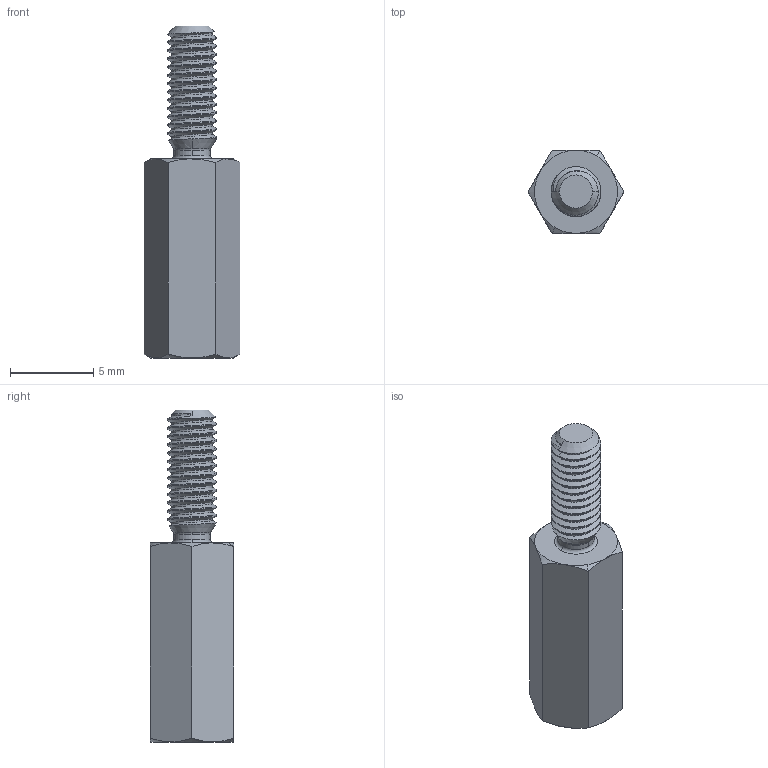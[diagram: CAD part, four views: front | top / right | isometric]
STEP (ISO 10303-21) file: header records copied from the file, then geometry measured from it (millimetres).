
FILE_DESCRIPTION (( 'STEP AP214' ), '1' );
FILE_NAME ('brass_M3_12mm_threaded.STEP', '2022-01-04T09:59:27', ( '' ), ( '' ), 'SwSTEP 2.0', 'SolidWorks 2021', '' );
FILE_SCHEMA (( 'AUTOMOTIVE_DESIGN' ));
Length unit declared in the file: millimetre
Products named in the file (1): brass_M3_12mm_threaded
Bounding box: 5.77 x 5 x 20 mm (x, y, z)
Volume: 262 mm3; surface area: 447 mm2
Topology: 1 solids, 1 shells, 98 faces, 261 edges, 165 vertices
Faces by surface type: cylinder 57, cone 13, plane 12, bspline 12, torus 4
Entity records: 5989 total; most frequent: CARTESIAN_POINT 3961, ORIENTED_EDGE 518, DIRECTION 325, EDGE_CURVE 259, VERTEX_POINT 165, AXIS2_PLACEMENT_3D 119, EDGE_LOOP 100, FACE_OUTER_BOUND 98
